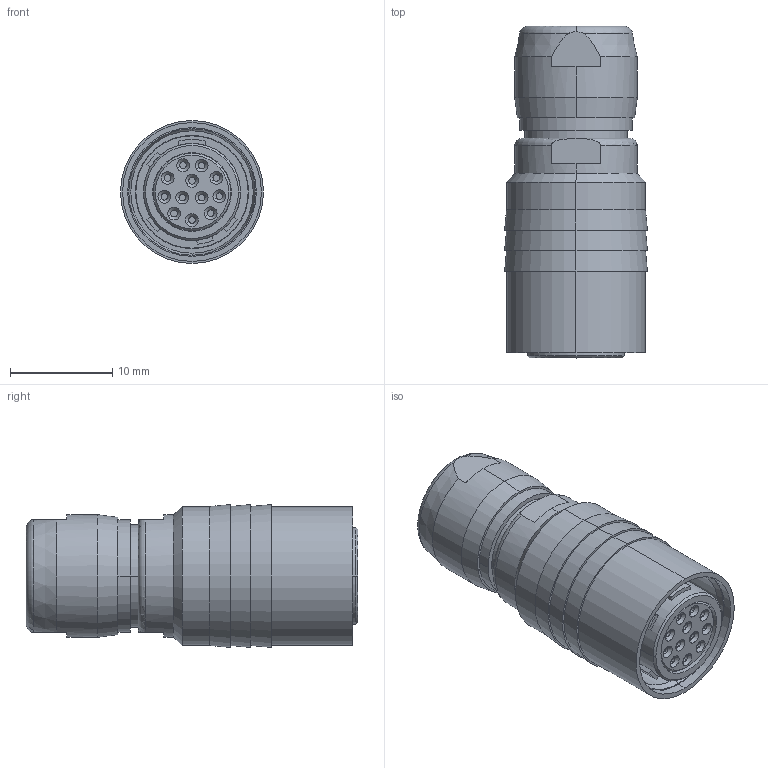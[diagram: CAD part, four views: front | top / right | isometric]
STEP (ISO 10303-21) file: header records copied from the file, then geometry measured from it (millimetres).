
FILE_DESCRIPTION(('OneSpaceDesigner STEP Export'),'2;1');
FILE_NAME('HR10-10P-12P.stp','2008-03-06T 8:14:17',(''),(''),'OneSpace Designer STEP processor for AP214 (Solid Model)','OneSpace Modeling 15.00A 14-Mar-2007 (C) CoCreate Software GmbH','');
FILE_SCHEMA(('AUTOMOTIVE_DESIGN { 1 0 10303 214 1 1 1 1 }'));
Length unit declared in the file: millimetre
Products named in the file (2): HR10-10P-12P
Assembly tree (1 placements, depth 2):
  HR10-10P-12P
    HR10-10P-12P
Bounding box: 14 x 32.5 x 14 mm (x, y, z)
Volume: 3611 mm3; surface area: 3943.4 mm2
Topology: 2 solids, 2 shells, 209 faces, 480 edges, 316 vertices
Faces by surface type: cylinder 91, plane 68, cone 42, torus 8
Entity records: 5797 total; most frequent: CARTESIAN_POINT 1583, ORIENTED_EDGE 964, DIRECTION 748, EDGE_CURVE 480, VERTEX_POINT 316, AXIS2_PLACEMENT_3D 285, EDGE_LOOP 252, FACE_OUTER_BOUND 209
